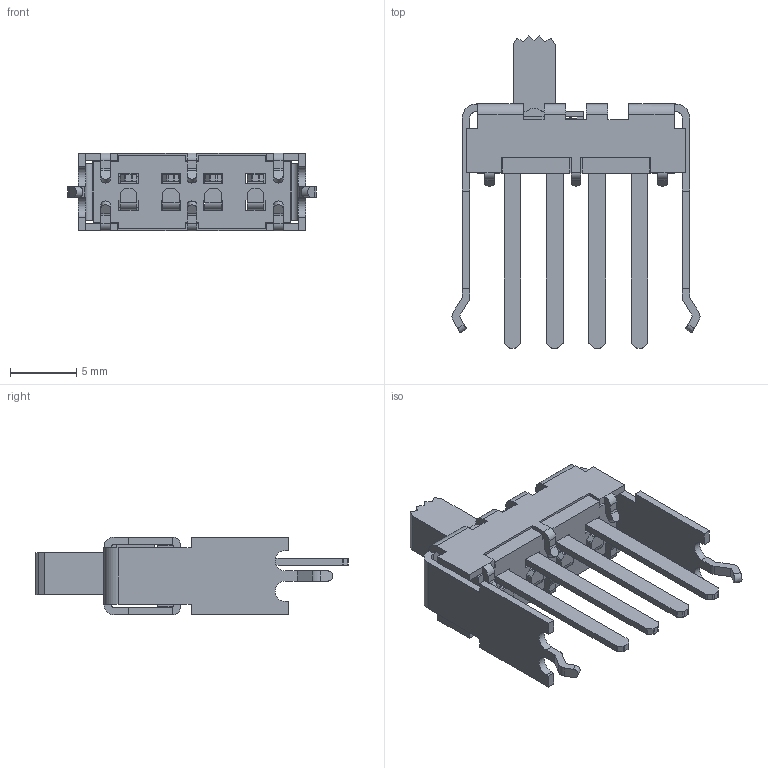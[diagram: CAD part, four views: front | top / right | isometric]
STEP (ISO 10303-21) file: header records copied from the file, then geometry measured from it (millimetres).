
FILE_DESCRIPTION(/* description */ (''),/* implementation_level */ '2;1');
FILE_NAME(/* name */ 'GS-118_PC Mount Model.stp',/* time_stamp */ '2023-11-03T14:16:42-04:00',/* author */ ('dwiltbank'),/* organization */ (''),/* preprocessor_version */ 'ST-DEVELOPER v19.2',/* originating_system */ 'Autodesk Inventor 2024',/* authorisation */ '');
FILE_SCHEMA (('AUTOMOTIVE_DESIGN { 1 0 10303 214 3 1 1 }'));
Length unit declared in the file: inch
Products named in the file (1): GS-118_PC Mount_Simplify_1
Bounding box: 18.74 x 23.58 x 5.89 mm (x, y, z)
Volume: 425.4 mm3; surface area: 1508.1 mm2
Topology: 1 solids, 1 shells, 513 faces, 1649 edges, 1079 vertices
Faces by surface type: plane 369, cylinder 144
Full cylindrical faces by diameter (mm): 1.524 x2
Entity records: 18849 total; most frequent: CARTESIAN_POINT 3343, ORIENTED_EDGE 3298, DIRECTION 2978, EDGE_CURVE 1649, LINE 1318, VECTOR 1318, VERTEX_POINT 1079, AXIS2_PLACEMENT_3D 830
